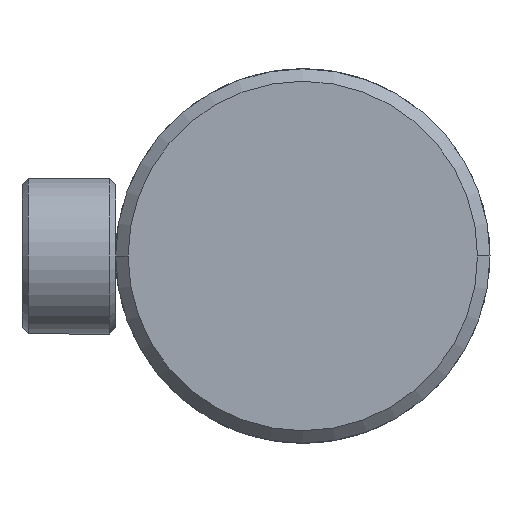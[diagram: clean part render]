
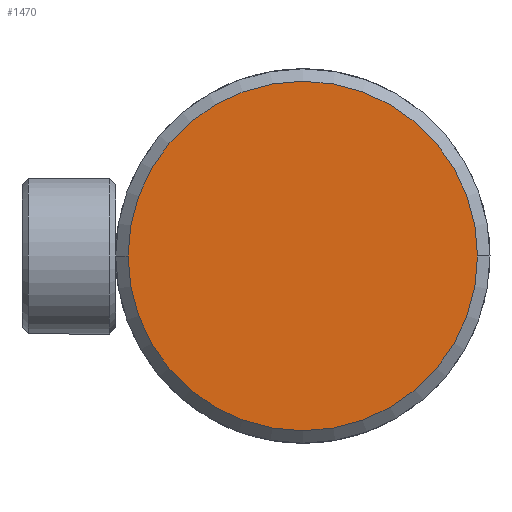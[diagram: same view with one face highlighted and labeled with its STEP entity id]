
A CAD part, left-side view. The second image highlights one B-rep face of the part: STEP entity #1470.
In plain terms, the highlighted planar face has unit normal (-1, 0, 0).
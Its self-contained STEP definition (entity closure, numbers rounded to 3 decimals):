
#121 = EDGE_CURVE ( 'NONE', #1526, #1534, #3970, .T. ) ;
#283 = CIRCLE ( 'NONE', #3541, 28. ) ;
#628 = CARTESIAN_POINT ( 'NONE',  ( -47., 0., 0. ) ) ;
#763 = AXIS2_PLACEMENT_3D ( 'NONE', #2475, #1517, #2356 ) ;
#954 = DIRECTION ( 'NONE',  ( 0., -1., 0. ) ) ;
#989 = DIRECTION ( 'NONE',  ( -1., 0., 0. ) ) ;
#1024 = ORIENTED_EDGE ( 'NONE', *, *, #121, .T. ) ;
#1215 = FACE_OUTER_BOUND ( 'NONE', #2847, .T. ) ;
#1446 = AXIS2_PLACEMENT_3D ( 'NONE', #4280, #989, #4300 ) ;
#1470 = ADVANCED_FACE ( 'NONE', ( #1215 ), #2166, .T. ) ;
#1517 = DIRECTION ( 'NONE',  ( -1., 0., 0. ) ) ;
#1526 = VERTEX_POINT ( 'NONE', #1617 ) ;
#1534 = VERTEX_POINT ( 'NONE', #3546 ) ;
#1617 = CARTESIAN_POINT ( 'NONE',  ( -47., 28., 0. ) ) ;
#1802 = ORIENTED_EDGE ( 'NONE', *, *, #4294, .T. ) ;
#2166 = PLANE ( 'NONE',  #1446 ) ;
#2356 = DIRECTION ( 'NONE',  ( 0., -1., 0. ) ) ;
#2475 = CARTESIAN_POINT ( 'NONE',  ( -47., 0., 0. ) ) ;
#2847 = EDGE_LOOP ( 'NONE', ( #1024, #1802 ) ) ;
#2949 = DIRECTION ( 'NONE',  ( -1., 0., 0. ) ) ;
#3541 = AXIS2_PLACEMENT_3D ( 'NONE', #628, #2949, #954 ) ;
#3546 = CARTESIAN_POINT ( 'NONE',  ( -47., -28., 0. ) ) ;
#3970 = CIRCLE ( 'NONE', #763, 28. ) ;
#4280 = CARTESIAN_POINT ( 'NONE',  ( -47., 0., 0. ) ) ;
#4294 = EDGE_CURVE ( 'NONE', #1534, #1526, #283, .T. ) ;
#4300 = DIRECTION ( 'NONE',  ( 0., -1., 0. ) ) ;
